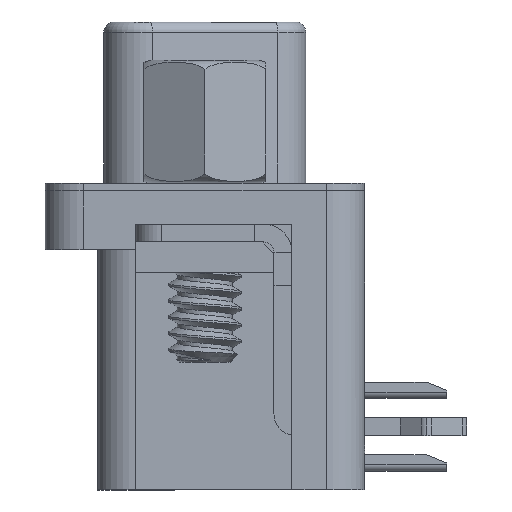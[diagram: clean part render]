
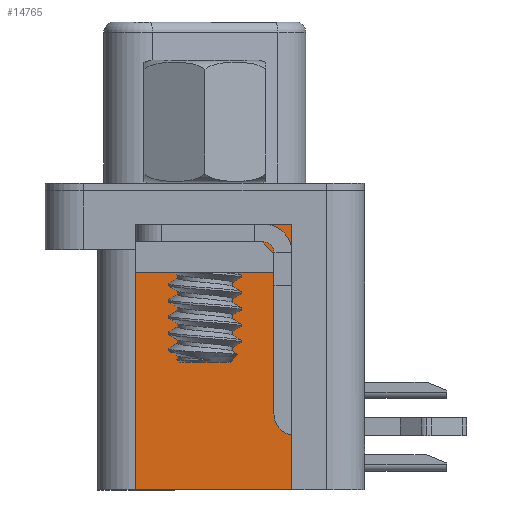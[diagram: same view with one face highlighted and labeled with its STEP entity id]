
A CAD part, left-side view. The second image highlights one B-rep face of the part: STEP entity #14765.
In plain terms, the highlighted planar face has unit normal (-1, 0, 0).
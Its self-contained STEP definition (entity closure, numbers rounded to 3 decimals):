
#1837 = DIRECTION ( 'NONE',  ( 0., -1., 0. ) ) ;
#3104 = VECTOR ( 'NONE', #24781, 1000. ) ;
#3145 = CARTESIAN_POINT ( 'NONE',  ( -8.865, 8.95, 6.92 ) ) ;
#3757 = CARTESIAN_POINT ( 'NONE',  ( -8.865, 8.95, -2.48 ) ) ;
#4895 = EDGE_LOOP ( 'NONE', ( #19372, #5357, #16293, #7366, #7207 ) ) ;
#5331 = PLANE ( 'NONE',  #25247 ) ;
#5357 = ORIENTED_EDGE ( 'NONE', *, *, #21163, .F. ) ;
#5453 = LINE ( 'NONE', #3145, #9284 ) ;
#6034 = CARTESIAN_POINT ( 'NONE',  ( -8.865, 8.95, 7.92 ) ) ;
#6155 = VERTEX_POINT ( 'NONE', #15751 ) ;
#7207 = ORIENTED_EDGE ( 'NONE', *, *, #7522, .T. ) ;
#7366 = ORIENTED_EDGE ( 'NONE', *, *, #23299, .T. ) ;
#7522 = EDGE_CURVE ( 'NONE', #12250, #20739, #5453, .T. ) ;
#7816 = LINE ( 'NONE', #12744, #26641 ) ;
#9284 = VECTOR ( 'NONE', #17396, 1000. ) ;
#11349 = DIRECTION ( 'NONE',  ( 0., -1., 0. ) ) ;
#11654 = EDGE_CURVE ( 'NONE', #6155, #20739, #7816, .T. ) ;
#11839 = DIRECTION ( 'NONE',  ( 0., 0., -1. ) ) ;
#11997 = LINE ( 'NONE', #26390, #23404 ) ;
#12250 = VERTEX_POINT ( 'NONE', #13683 ) ;
#12251 = DIRECTION ( 'NONE',  ( 0., 1., 0. ) ) ;
#12660 = EDGE_CURVE ( 'NONE', #18299, #17040, #22401, .T. ) ;
#12744 = CARTESIAN_POINT ( 'NONE',  ( -8.865, 0., -2.48 ) ) ;
#13596 = DIRECTION ( 'NONE',  ( -1., 0., 0. ) ) ;
#13683 = CARTESIAN_POINT ( 'NONE',  ( -8.865, 8.95, 6.92 ) ) ;
#14271 = VECTOR ( 'NONE', #1837, 1000. ) ;
#14765 = ADVANCED_FACE ( 'NONE', ( #25912 ), #5331, .T. ) ;
#15751 = CARTESIAN_POINT ( 'NONE',  ( -8.865, 2.85, -2.48 ) ) ;
#16293 = ORIENTED_EDGE ( 'NONE', *, *, #12660, .F. ) ;
#16639 = LINE ( 'NONE', #6034, #3104 ) ;
#17040 = VERTEX_POINT ( 'NONE', #17813 ) ;
#17396 = DIRECTION ( 'NONE',  ( 0., 0., -1. ) ) ;
#17813 = CARTESIAN_POINT ( 'NONE',  ( -8.865, 2.85, 7.92 ) ) ;
#18299 = VERTEX_POINT ( 'NONE', #25097 ) ;
#19372 = ORIENTED_EDGE ( 'NONE', *, *, #11654, .F. ) ;
#20739 = VERTEX_POINT ( 'NONE', #3757 ) ;
#21163 = EDGE_CURVE ( 'NONE', #17040, #6155, #11997, .T. ) ;
#22401 = LINE ( 'NONE', #24898, #14271 ) ;
#23299 = EDGE_CURVE ( 'NONE', #18299, #12250, #16639, .T. ) ;
#23404 = VECTOR ( 'NONE', #11839, 1000. ) ;
#24781 = DIRECTION ( 'NONE',  ( 0., 0., -1. ) ) ;
#24898 = CARTESIAN_POINT ( 'NONE',  ( -8.865, 8.95, 7.92 ) ) ;
#25097 = CARTESIAN_POINT ( 'NONE',  ( -8.865, 8.95, 7.92 ) ) ;
#25247 = AXIS2_PLACEMENT_3D ( 'NONE', #26157, #13596, #11349 ) ;
#25912 = FACE_OUTER_BOUND ( 'NONE', #4895, .T. ) ;
#26157 = CARTESIAN_POINT ( 'NONE',  ( -8.865, 0., 6.92 ) ) ;
#26390 = CARTESIAN_POINT ( 'NONE',  ( -8.865, 2.85, 6.92 ) ) ;
#26641 = VECTOR ( 'NONE', #12251, 1000. ) ;
